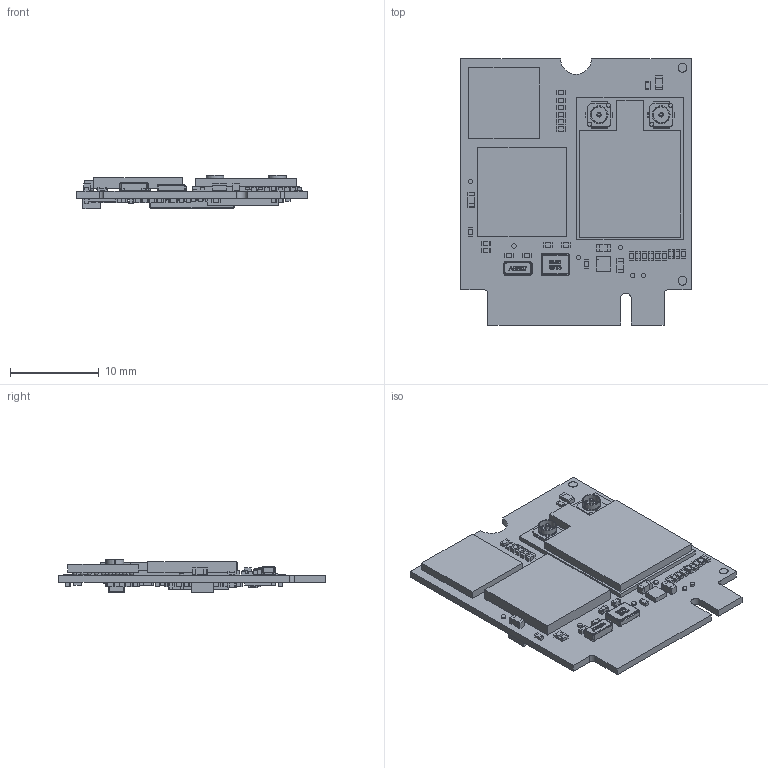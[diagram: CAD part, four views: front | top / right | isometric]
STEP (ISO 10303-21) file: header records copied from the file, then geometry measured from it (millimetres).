
FILE_DESCRIPTION(('Open CASCADE Model'),'2;1');
FILE_NAME('Open CASCADE Shape Model','2020-10-30T12:25:04',('Author'),( 'Open CASCADE'),'Open CASCADE STEP processor 6.8','Open CASCADE 6.8' ,'Unknown');
FILE_SCHEMA(('AUTOMOTIVE_DESIGN { 1 0 10303 214 1 1 1 1 }'));
Length unit declared in the file: millimetre
Products named in the file (173): PCB; Board; Open CASCADE STEP translator 6.8 1.1.1; Open CASCADE STEP translator 6.8 1.1.1.1; R36; SMD_RESISTOR_0402; R30; R39; C69; SMD_CAPACITOR_0402; C66; C61; D5; RSP-122811-01; 7229145392; Extruded; 7229155152; R7; TP3; 5939341296; R37; R35; R34; R33; R32; R31; N1; TMLF-6_MT_MCH-L; C6; SMD_CAPACITOR_0603; C5; R38; R40; R11; C71; C70; C68; C67; C65; C64 ...
Assembly tree (342 placements, depth 4):
  PCB
    Board
      Open CASCADE STEP translator 6.8 1.1.1
        Open CASCADE STEP translator 6.8 1.1.1.1
    R36
      SMD_RESISTOR_0402
    R30
      SMD_RESISTOR_0402
    R39
      SMD_RESISTOR_0402
    C69
      SMD_CAPACITOR_0402
    C66
      SMD_CAPACITOR_0402
    C61
      SMD_CAPACITOR_0402
    D5
      RSP-122811-01  x2
      7229145392
        Extruded
      7229155152
        Extruded
    R7
      SMD_RESISTOR_0402
    TP3
      5939341296
        Extruded
    R37
      SMD_RESISTOR_0402
    R35
      SMD_RESISTOR_0402
    R34
      SMD_RESISTOR_0402
    R33
      SMD_RESISTOR_0402
    R32
      SMD_RESISTOR_0402
    R31
      SMD_RESISTOR_0402
    N1
      TMLF-6_MT_MCH-L
    C6
      SMD_CAPACITOR_0603
    C5
      SMD_CAPACITOR_0603
    R38
      SMD_RESISTOR_0402
    R40
      SMD_RESISTOR_0402
    R11
      SMD_RESISTOR_0402
    C71
      SMD_CAPACITOR_0402
    C70
      SMD_CAPACITOR_0402
    C68
      SMD_CAPACITOR_0402
    C67
      SMD_CAPACITOR_0402
    C65
Bounding box: 26 x 30 x 3.81 mm (x, y, z)
Volume: 1131.5 mm3; surface area: 3542.7 mm2
Topology: 227 solids, 227 shells, 5417 faces, 13298 edges, 7760 vertices
Faces by surface type: plane 2802, cylinder 1623, sphere 690, bspline 246, torus 44, cone 12
Full cylindrical faces by diameter (mm): 0.083 x1, 1 x4
Entity records: 64630 total; most frequent: CARTESIAN_POINT 12938, ORIENTED_EDGE 9018, DIRECTION 8571, EDGE_CURVE 4509, LINE 3097, VECTOR 3097, VERTEX_POINT 2927, AXIS2_PLACEMENT_3D 2737
